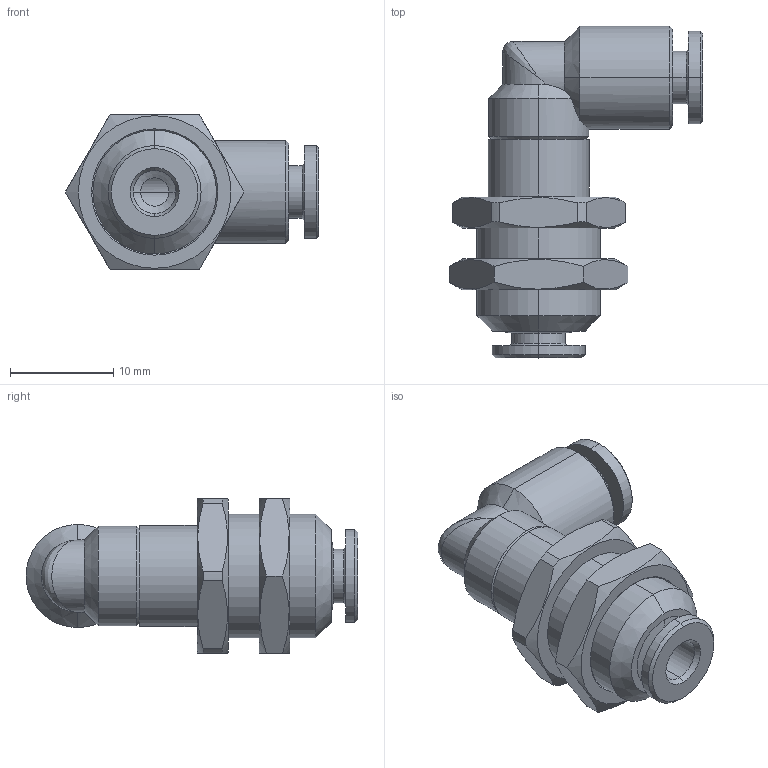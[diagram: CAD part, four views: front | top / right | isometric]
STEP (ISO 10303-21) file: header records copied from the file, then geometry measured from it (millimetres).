
FILE_DESCRIPTION (( 'STEP AP203' ), '1' );
FILE_NAME ('B0380010.STEP', '2012-08-27T09:04:50', ( 'UT1' ), ( 'sopra-pneumatic' ), 'SwSTEP 2.0', 'SolidWorks 2011', '' );
FILE_SCHEMA (( 'CONFIG_CONTROL_DESIGN' ));
Length unit declared in the file: millimetre
Products named in the file (1): B0380010
Bounding box: 24.56 x 32.2 x 15 mm (x, y, z)
Volume: 3318.5 mm3; surface area: 2590.4 mm2
Topology: 1 solids, 1 shells, 118 faces, 289 edges, 180 vertices
Faces by surface type: cone 42, cylinder 40, plane 34, bspline 2
Entity records: 3877 total; most frequent: CARTESIAN_POINT 1043, DIRECTION 594, ORIENTED_EDGE 570, EDGE_CURVE 285, AXIS2_PLACEMENT_3D 241, VERTEX_POINT 180, EDGE_LOOP 131, CIRCLE 124
